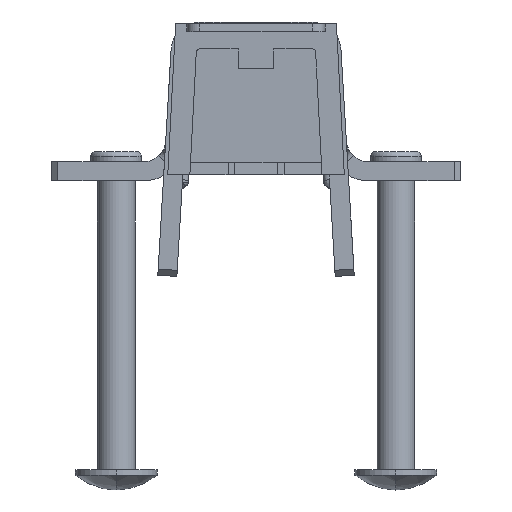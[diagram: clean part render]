
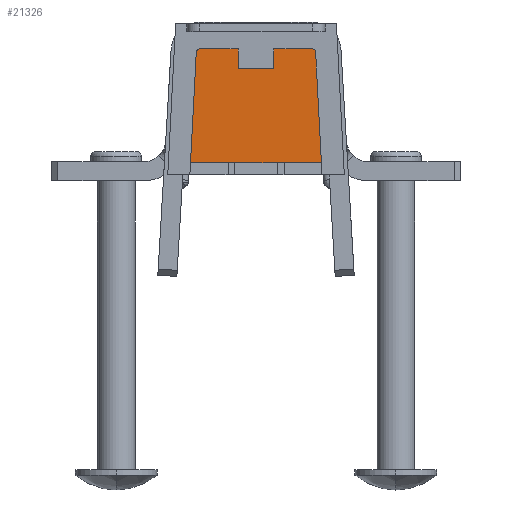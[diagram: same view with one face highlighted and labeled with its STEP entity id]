
A CAD part, front view. The second image highlights one B-rep face of the part: STEP entity #21326.
In plain terms, the highlighted planar face has unit normal (0, -1, -0.018).
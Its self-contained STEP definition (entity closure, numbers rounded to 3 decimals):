
#270 = EDGE_CURVE ( 'NONE', #22288, #22289, #3976, .T. ) ;
#278 = EDGE_CURVE ( 'NONE', #22306, #22307, #3986, .T. ) ;
#280 = EDGE_CURVE ( 'NONE', #22296, #22297, #1085, .T. ) ;
#282 = EDGE_CURVE ( 'NONE', #22297, #22288, #3992, .T. ) ;
#284 = EDGE_CURVE ( 'NONE', #22300, #22301, #1086, .T. ) ;
#286 = EDGE_CURVE ( 'NONE', #22301, #22304, #3999, .T. ) ;
#287 = EDGE_CURVE ( 'NONE', #22289, #22300, #4001, .T. ) ;
#288 = EDGE_CURVE ( 'NONE', #22305, #22306, #4003, .T. ) ;
#289 = EDGE_CURVE ( 'NONE', #22304, #22305, #4005, .T. ) ;
#290 = EDGE_CURVE ( 'NONE', #22307, #22296, #4007, .T. ) ;
#719 = AXIS2_PLACEMENT_3D ( 'NONE', #6561, #6564, #6565 ) ;
#1085 =( BOUNDED_CURVE ( )  B_SPLINE_CURVE ( 3, ( #3814, #3827, #3828, #3829 ),
 .UNSPECIFIED., .F., .T. ) 
 B_SPLINE_CURVE_WITH_KNOTS ( ( 4, 4 ),
 ( 3.142, 4.66 ),
 .UNSPECIFIED. ) 
 CURVE ( )  GEOMETRIC_REPRESENTATION_ITEM ( )  RATIONAL_B_SPLINE_CURVE ( ( 1., 0.817, 0.817, 1. ) ) 
 REPRESENTATION_ITEM ( '' )  );
#1086 =( BOUNDED_CURVE ( )  B_SPLINE_CURVE ( 3, ( #3820, #3837, #3838, #3839 ),
 .UNSPECIFIED., .F., .T. ) 
 B_SPLINE_CURVE_WITH_KNOTS ( ( 4, 4 ),
 ( 1.623, 3.142 ),
 .UNSPECIFIED. ) 
 CURVE ( )  GEOMETRIC_REPRESENTATION_ITEM ( )  RATIONAL_B_SPLINE_CURVE ( ( 1., 0.817, 0.817, 1. ) ) 
 REPRESENTATION_ITEM ( '' )  );
#2508 = ORIENTED_EDGE ( 'NONE', *, *, #280, .T. ) ;
#2509 = ORIENTED_EDGE ( 'NONE', *, *, #282, .T. ) ;
#2510 = ORIENTED_EDGE ( 'NONE', *, *, #270, .T. ) ;
#2511 = ORIENTED_EDGE ( 'NONE', *, *, #287, .T. ) ;
#2512 = ORIENTED_EDGE ( 'NONE', *, *, #284, .T. ) ;
#2513 = ORIENTED_EDGE ( 'NONE', *, *, #286, .T. ) ;
#2514 = ORIENTED_EDGE ( 'NONE', *, *, #289, .T. ) ;
#2515 = ORIENTED_EDGE ( 'NONE', *, *, #288, .T. ) ;
#2516 = ORIENTED_EDGE ( 'NONE', *, *, #278, .T. ) ;
#2517 = ORIENTED_EDGE ( 'NONE', *, *, #290, .T. ) ;
#3803 = CARTESIAN_POINT ( 'NONE',  ( -0.017, -73.165, -35.116 ) ) ;
#3804 = DIRECTION ( 'NONE',  ( 1., 0., 0. ) ) ;
#3814 = CARTESIAN_POINT ( 'NONE',  ( -14.157, -73.66, -6.744 ) ) ;
#3819 = CARTESIAN_POINT ( 'NONE',  ( -4.462, -73.165, -35.116 ) ) ;
#3820 = CARTESIAN_POINT ( 'NONE',  ( 14.885, -73.647, -7.466 ) ) ;
#3824 = DIRECTION ( 'NONE',  ( 0., -0.017, 1. ) ) ;
#3827 = CARTESIAN_POINT ( 'NONE',  ( -14.585, -73.66, -6.744 ) ) ;
#3828 = CARTESIAN_POINT ( 'NONE',  ( -14.895, -73.655, -7.038 ) ) ;
#3829 = CARTESIAN_POINT ( 'NONE',  ( -14.918, -73.647, -7.466 ) ) ;
#3832 = CARTESIAN_POINT ( 'NONE',  ( -14.918, -73.647, -7.466 ) ) ;
#3833 = DIRECTION ( 'NONE',  ( -0.052, 0.017, -0.998 ) ) ;
#3837 = CARTESIAN_POINT ( 'NONE',  ( 14.862, -73.655, -7.038 ) ) ;
#3838 = CARTESIAN_POINT ( 'NONE',  ( 14.552, -73.66, -6.744 ) ) ;
#3839 = CARTESIAN_POINT ( 'NONE',  ( 14.124, -73.66, -6.744 ) ) ;
#3842 = CARTESIAN_POINT ( 'NONE',  ( 9.276, -73.66, -6.744 ) ) ;
#3843 = DIRECTION ( 'NONE',  ( -1., 0., 0. ) ) ;
#3844 = CARTESIAN_POINT ( 'NONE',  ( 16.334, -73.165, -35.116 ) ) ;
#3845 = DIRECTION ( 'NONE',  ( -0.052, -0.017, 0.998 ) ) ;
#3846 = CARTESIAN_POINT ( 'NONE',  ( -0.017, -73.577, -11.506 ) ) ;
#3847 = DIRECTION ( 'NONE',  ( -1., 0., 0. ) ) ;
#3848 = CARTESIAN_POINT ( 'NONE',  ( 4.428, -73.165, -35.116 ) ) ;
#3849 = DIRECTION ( 'NONE',  ( 0., 0.017, -1. ) ) ;
#3850 = CARTESIAN_POINT ( 'NONE',  ( -9.309, -73.66, -6.744 ) ) ;
#3851 = DIRECTION ( 'NONE',  ( -1., 0., 0. ) ) ;
#3960 = VECTOR ( 'NONE', #3824, 1000. ) ;
#3976 = LINE ( 'NONE', #3803, #3977 ) ;
#3977 = VECTOR ( 'NONE', #3804, 1000. ) ;
#3986 = LINE ( 'NONE', #3819, #3960 ) ;
#3992 = LINE ( 'NONE', #3832, #3993 ) ;
#3993 = VECTOR ( 'NONE', #3833, 1000. ) ;
#3999 = LINE ( 'NONE', #3842, #4000 ) ;
#4000 = VECTOR ( 'NONE', #3843, 1000. ) ;
#4001 = LINE ( 'NONE', #3844, #4002 ) ;
#4002 = VECTOR ( 'NONE', #3845, 1000. ) ;
#4003 = LINE ( 'NONE', #3846, #4004 ) ;
#4004 = VECTOR ( 'NONE', #3847, 1000. ) ;
#4005 = LINE ( 'NONE', #3848, #4006 ) ;
#4006 = VECTOR ( 'NONE', #3849, 1000. ) ;
#4007 = LINE ( 'NONE', #3850, #4008 ) ;
#4008 = VECTOR ( 'NONE', #3851, 1000. ) ;
#6561 = CARTESIAN_POINT ( 'NONE',  ( 16.53, -73.165, -35.116 ) ) ;
#6562 = PLANE ( 'NONE',  #719 ) ;
#6564 = DIRECTION ( 'NONE',  ( 0., -1., -0.017 ) ) ;
#6565 = DIRECTION ( 'NONE',  ( 0., -0.017, 1. ) ) ;
#6750 = FACE_OUTER_BOUND ( 'NONE', #23245, .T. ) ;
#9376 = CARTESIAN_POINT ( 'NONE',  ( -16.367, -73.165, -35.116 ) ) ;
#9377 = CARTESIAN_POINT ( 'NONE',  ( 16.334, -73.165, -35.116 ) ) ;
#9384 = CARTESIAN_POINT ( 'NONE',  ( -14.157, -73.66, -6.744 ) ) ;
#9385 = CARTESIAN_POINT ( 'NONE',  ( -14.918, -73.647, -7.466 ) ) ;
#9388 = CARTESIAN_POINT ( 'NONE',  ( 14.885, -73.647, -7.466 ) ) ;
#9389 = CARTESIAN_POINT ( 'NONE',  ( 14.124, -73.66, -6.744 ) ) ;
#9392 = CARTESIAN_POINT ( 'NONE',  ( 4.428, -73.66, -6.744 ) ) ;
#9393 = CARTESIAN_POINT ( 'NONE',  ( 4.428, -73.577, -11.506 ) ) ;
#9394 = CARTESIAN_POINT ( 'NONE',  ( -4.462, -73.577, -11.506 ) ) ;
#9395 = CARTESIAN_POINT ( 'NONE',  ( -4.462, -73.66, -6.744 ) ) ;
#21326 = ADVANCED_FACE ( 'NONE', ( #6750 ), #6562, .T. ) ;
#22288 = VERTEX_POINT ( 'NONE', #9376 ) ;
#22289 = VERTEX_POINT ( 'NONE', #9377 ) ;
#22296 = VERTEX_POINT ( 'NONE', #9384 ) ;
#22297 = VERTEX_POINT ( 'NONE', #9385 ) ;
#22300 = VERTEX_POINT ( 'NONE', #9388 ) ;
#22301 = VERTEX_POINT ( 'NONE', #9389 ) ;
#22304 = VERTEX_POINT ( 'NONE', #9392 ) ;
#22305 = VERTEX_POINT ( 'NONE', #9393 ) ;
#22306 = VERTEX_POINT ( 'NONE', #9394 ) ;
#22307 = VERTEX_POINT ( 'NONE', #9395 ) ;
#23245 = EDGE_LOOP ( 'NONE', ( #2508, #2509, #2510, #2511, #2512, #2513, #2514, #2515, #2516, #2517 ) ) ;
